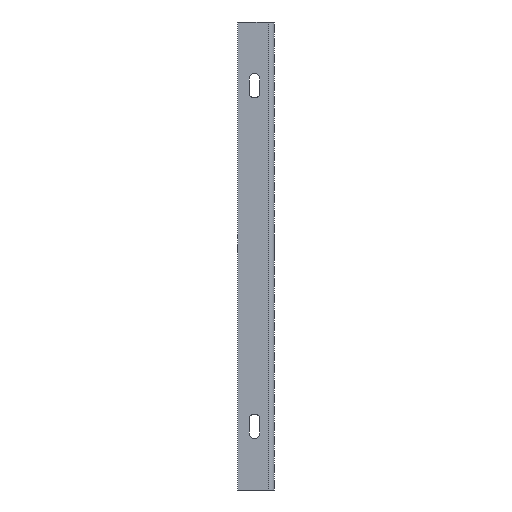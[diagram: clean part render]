
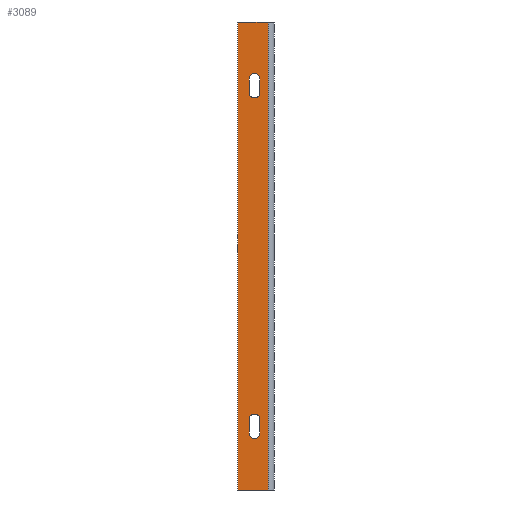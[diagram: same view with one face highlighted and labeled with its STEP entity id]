
A CAD part, left-side view. The second image highlights one B-rep face of the part: STEP entity #3089.
In plain terms, the highlighted planar face has unit normal (-1, 0, 0).
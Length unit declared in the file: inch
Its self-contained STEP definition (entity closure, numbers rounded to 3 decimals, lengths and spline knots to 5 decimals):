
#71 = EDGE_CURVE ( 'NONE', #579, #2856, #2789, .T. ) ;
#88 = CARTESIAN_POINT ( 'NONE',  ( -0.125, 0.6875, -16.90625 ) ) ;
#89 = VERTEX_POINT ( 'NONE', #2695 ) ;
#100 = DIRECTION ( 'NONE',  ( 0., 0., 1. ) ) ;
#163 = AXIS2_PLACEMENT_3D ( 'NONE', #1342, #2216, #3281 ) ;
#283 = EDGE_CURVE ( 'NONE', #2856, #1847, #1716, .T. ) ;
#287 = AXIS2_PLACEMENT_3D ( 'NONE', #984, #2861, #1037 ) ;
#335 = VERTEX_POINT ( 'NONE', #2832 ) ;
#342 = EDGE_LOOP ( 'NONE', ( #2698, #1638, #2913, #1842 ) ) ;
#379 = ORIENTED_EDGE ( 'NONE', *, *, #71, .F. ) ;
#380 = DIRECTION ( 'NONE',  ( -1., 0., 0. ) ) ;
#384 = VECTOR ( 'NONE', #1730, 39.37008 ) ;
#392 = EDGE_LOOP ( 'NONE', ( #761, #2098, #1466, #379 ) ) ;
#477 = EDGE_LOOP ( 'NONE', ( #1887, #3115, #924, #736 ) ) ;
#511 = DIRECTION ( 'NONE',  ( 0., 0., 1. ) ) ;
#541 = LINE ( 'NONE', #1352, #1240 ) ;
#558 = VECTOR ( 'NONE', #3086, 39.37008 ) ;
#579 = VERTEX_POINT ( 'NONE', #832 ) ;
#605 = EDGE_CURVE ( 'NONE', #89, #579, #1699, .T. ) ;
#657 = PLANE ( 'NONE',  #287 ) ;
#670 = VERTEX_POINT ( 'NONE', #1150 ) ;
#672 = EDGE_CURVE ( 'NONE', #2688, #3043, #2281, .T. ) ;
#736 = ORIENTED_EDGE ( 'NONE', *, *, #3191, .F. ) ;
#760 = EDGE_CURVE ( 'NONE', #2568, #670, #1502, .T. ) ;
#761 = ORIENTED_EDGE ( 'NONE', *, *, #605, .F. ) ;
#818 = DIRECTION ( 'NONE',  ( -1., 0., 0. ) ) ;
#832 = CARTESIAN_POINT ( 'NONE',  ( -0.125, 0.46875, -16.34375 ) ) ;
#833 = DIRECTION ( 'NONE',  ( 0., -1., 0. ) ) ;
#834 = VECTOR ( 'NONE', #2876, 39.37008 ) ;
#846 = VECTOR ( 'NONE', #833, 39.37008 ) ;
#865 = VERTEX_POINT ( 'NONE', #2101 ) ;
#867 = CARTESIAN_POINT ( 'NONE',  ( -0.125, 0.90625, -16.34375 ) ) ;
#913 = VECTOR ( 'NONE', #1926, 39.37008 ) ;
#924 = ORIENTED_EDGE ( 'NONE', *, *, #2491, .F. ) ;
#984 = CARTESIAN_POINT ( 'NONE',  ( -0.125, 0.125, 0. ) ) ;
#1037 = DIRECTION ( 'NONE',  ( 0., 0., -1. ) ) ;
#1087 = CARTESIAN_POINT ( 'NONE',  ( -0.125, 0.90625, -16.90625 ) ) ;
#1100 = CARTESIAN_POINT ( 'NONE',  ( -0.125, 0.6875, -16.34375 ) ) ;
#1150 = CARTESIAN_POINT ( 'NONE',  ( -0.125, 0.46875, -2.90625 ) ) ;
#1161 = EDGE_CURVE ( 'NONE', #3043, #2568, #2555, .T. ) ;
#1240 = VECTOR ( 'NONE', #511, 39.37008 ) ;
#1264 = DIRECTION ( 'NONE',  ( 0., 0., 1. ) ) ;
#1342 = CARTESIAN_POINT ( 'NONE',  ( -0.125, 0.6875, -2.34375 ) ) ;
#1352 = CARTESIAN_POINT ( 'NONE',  ( -0.125, 1.375, 0. ) ) ;
#1397 = CARTESIAN_POINT ( 'NONE',  ( -0.125, 0.90625, -2.90625 ) ) ;
#1466 = ORIENTED_EDGE ( 'NONE', *, *, #283, .F. ) ;
#1502 = CIRCLE ( 'NONE', #1948, 0.21875 ) ;
#1618 = EDGE_CURVE ( 'NONE', #865, #335, #2085, .T. ) ;
#1638 = ORIENTED_EDGE ( 'NONE', *, *, #672, .F. ) ;
#1699 = LINE ( 'NONE', #3210, #2453 ) ;
#1716 = LINE ( 'NONE', #2564, #384 ) ;
#1730 = DIRECTION ( 'NONE',  ( 0., 0., -1. ) ) ;
#1828 = EDGE_CURVE ( 'NONE', #670, #2688, #3430, .T. ) ;
#1841 = CARTESIAN_POINT ( 'NONE',  ( -0.125, 1.375, -19.25 ) ) ;
#1842 = ORIENTED_EDGE ( 'NONE', *, *, #760, .F. ) ;
#1847 = VERTEX_POINT ( 'NONE', #1087 ) ;
#1887 = ORIENTED_EDGE ( 'NONE', *, *, #3344, .F. ) ;
#1926 = DIRECTION ( 'NONE',  ( 0., 1., 0. ) ) ;
#1942 = DIRECTION ( 'NONE',  ( -1., 0., 0. ) ) ;
#1948 = AXIS2_PLACEMENT_3D ( 'NONE', #2882, #380, #1264 ) ;
#1980 = LINE ( 'NONE', #2207, #913 ) ;
#2085 = LINE ( 'NONE', #2826, #558 ) ;
#2098 = ORIENTED_EDGE ( 'NONE', *, *, #3366, .F. ) ;
#2101 = CARTESIAN_POINT ( 'NONE',  ( -0.125, 0.125, 0. ) ) ;
#2181 = DIRECTION ( 'NONE',  ( 0., 0., 1. ) ) ;
#2207 = CARTESIAN_POINT ( 'NONE',  ( -0.125, 0.125, -19.25 ) ) ;
#2216 = DIRECTION ( 'NONE',  ( -1., 0., 0. ) ) ;
#2237 = VECTOR ( 'NONE', #2929, 39.37008 ) ;
#2281 = CIRCLE ( 'NONE', #163, 0.21875 ) ;
#2309 = CARTESIAN_POINT ( 'NONE',  ( -0.125, 0.90625, 0. ) ) ;
#2453 = VECTOR ( 'NONE', #2181, 39.37008 ) ;
#2463 = LINE ( 'NONE', #3265, #846 ) ;
#2491 = EDGE_CURVE ( 'NONE', #3245, #865, #2463, .T. ) ;
#2555 = LINE ( 'NONE', #2309, #834 ) ;
#2564 = CARTESIAN_POINT ( 'NONE',  ( -0.125, 0.90625, 0. ) ) ;
#2568 = VERTEX_POINT ( 'NONE', #1397 ) ;
#2688 = VERTEX_POINT ( 'NONE', #2800 ) ;
#2695 = CARTESIAN_POINT ( 'NONE',  ( -0.125, 0.46875, -16.90625 ) ) ;
#2696 = AXIS2_PLACEMENT_3D ( 'NONE', #88, #1942, #2770 ) ;
#2698 = ORIENTED_EDGE ( 'NONE', *, *, #1161, .F. ) ;
#2699 = CARTESIAN_POINT ( 'NONE',  ( -0.125, 1.375, 0. ) ) ;
#2770 = DIRECTION ( 'NONE',  ( 0., 0., 1. ) ) ;
#2789 = CIRCLE ( 'NONE', #2843, 0.21875 ) ;
#2800 = CARTESIAN_POINT ( 'NONE',  ( -0.125, 0.46875, -2.34375 ) ) ;
#2826 = CARTESIAN_POINT ( 'NONE',  ( -0.125, 0.125, 0. ) ) ;
#2832 = CARTESIAN_POINT ( 'NONE',  ( -0.125, 0.125, -19.25 ) ) ;
#2843 = AXIS2_PLACEMENT_3D ( 'NONE', #1100, #818, #100 ) ;
#2856 = VERTEX_POINT ( 'NONE', #867 ) ;
#2861 = DIRECTION ( 'NONE',  ( 1., 0., 0. ) ) ;
#2876 = DIRECTION ( 'NONE',  ( 0., 0., -1. ) ) ;
#2880 = FACE_OUTER_BOUND ( 'NONE', #477, .T. ) ;
#2882 = CARTESIAN_POINT ( 'NONE',  ( -0.125, 0.6875, -2.90625 ) ) ;
#2913 = ORIENTED_EDGE ( 'NONE', *, *, #1828, .F. ) ;
#2929 = DIRECTION ( 'NONE',  ( 0., 0., 1. ) ) ;
#3012 = VERTEX_POINT ( 'NONE', #1841 ) ;
#3043 = VERTEX_POINT ( 'NONE', #3114 ) ;
#3057 = FACE_BOUND ( 'NONE', #342, .T. ) ;
#3086 = DIRECTION ( 'NONE',  ( 0., 0., -1. ) ) ;
#3089 = ADVANCED_FACE ( 'NONE', ( #3057, #3380, #2880 ), #657, .F. ) ;
#3114 = CARTESIAN_POINT ( 'NONE',  ( -0.125, 0.90625, -2.34375 ) ) ;
#3115 = ORIENTED_EDGE ( 'NONE', *, *, #1618, .F. ) ;
#3141 = CIRCLE ( 'NONE', #2696, 0.21875 ) ;
#3191 = EDGE_CURVE ( 'NONE', #3012, #3245, #541, .T. ) ;
#3210 = CARTESIAN_POINT ( 'NONE',  ( -0.125, 0.46875, 0. ) ) ;
#3233 = CARTESIAN_POINT ( 'NONE',  ( -0.125, 0.46875, 0. ) ) ;
#3245 = VERTEX_POINT ( 'NONE', #2699 ) ;
#3265 = CARTESIAN_POINT ( 'NONE',  ( -0.125, 0.125, 0. ) ) ;
#3281 = DIRECTION ( 'NONE',  ( 0., 0., 1. ) ) ;
#3344 = EDGE_CURVE ( 'NONE', #335, #3012, #1980, .T. ) ;
#3366 = EDGE_CURVE ( 'NONE', #1847, #89, #3141, .T. ) ;
#3380 = FACE_BOUND ( 'NONE', #392, .T. ) ;
#3430 = LINE ( 'NONE', #3233, #2237 ) ;
